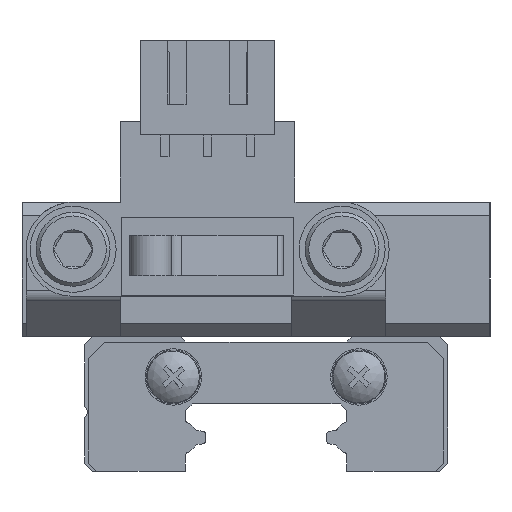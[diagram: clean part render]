
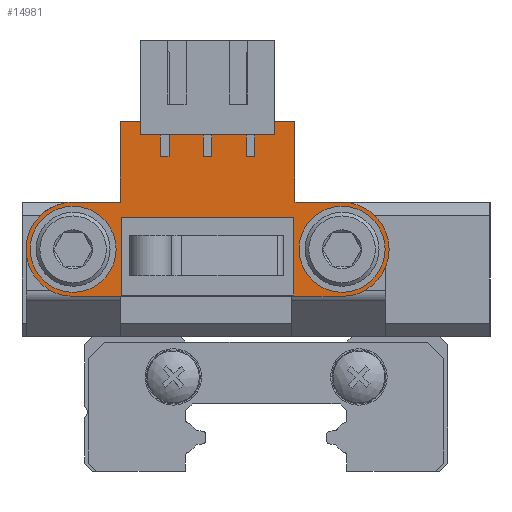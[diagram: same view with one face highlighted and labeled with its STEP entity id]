
A CAD part, left-side view. The second image highlights one B-rep face of the part: STEP entity #14981.
In plain terms, the highlighted face is planar.
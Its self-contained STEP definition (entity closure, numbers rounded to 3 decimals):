
#1222=CIRCLE('',#16301,3.5);
#1223=CIRCLE('',#16302,3.5);
#1224=CIRCLE('',#16303,3.2);
#1225=CIRCLE('',#16304,3.2);
#1335=FACE_BOUND('',#3324,.T.);
#1336=FACE_BOUND('',#3325,.T.);
#1337=FACE_BOUND('',#3326,.T.);
#1338=FACE_BOUND('',#3327,.T.);
#1339=FACE_BOUND('',#3328,.T.);
#1340=FACE_BOUND('',#3329,.T.);
#1627=PLANE('',#16300);
#2426=FACE_OUTER_BOUND('',#3323,.T.);
#3323=EDGE_LOOP('',(#13312,#13313,#13314,#13315,#13316,#13317,#13318,#13319,
#13320,#13321,#13322,#13323));
#3324=EDGE_LOOP('',(#13324,#13325,#13326,#13327));
#3325=EDGE_LOOP('',(#13328,#13329,#13330,#13331));
#3326=EDGE_LOOP('',(#13332,#13333,#13334,#13335));
#3327=EDGE_LOOP('',(#13336));
#3328=EDGE_LOOP('',(#13337));
#3329=EDGE_LOOP('',(#13338,#13339,#13340,#13341));
#4413=LINE('',#27456,#5672);
#4414=LINE('',#27458,#5673);
#4415=LINE('',#27460,#5674);
#4416=LINE('',#27462,#5675);
#4417=LINE('',#27466,#5676);
#4418=LINE('',#27470,#5677);
#4419=LINE('',#27472,#5678);
#4420=LINE('',#27474,#5679);
#4421=LINE('',#27476,#5680);
#4422=LINE('',#27477,#5681);
#4423=LINE('',#27480,#5682);
#4424=LINE('',#27482,#5683);
#4425=LINE('',#27484,#5684);
#4426=LINE('',#27485,#5685);
#4427=LINE('',#27488,#5686);
#4428=LINE('',#27490,#5687);
#4429=LINE('',#27492,#5688);
#4430=LINE('',#27493,#5689);
#4431=LINE('',#27496,#5690);
#4432=LINE('',#27498,#5691);
#4433=LINE('',#27500,#5692);
#4434=LINE('',#27501,#5693);
#4435=LINE('',#27508,#5694);
#4436=LINE('',#27510,#5695);
#4437=LINE('',#27512,#5696);
#4438=LINE('',#27513,#5697);
#5672=VECTOR('',#19505,1000.);
#5673=VECTOR('',#19506,1000.);
#5674=VECTOR('',#19507,1000.);
#5675=VECTOR('',#19508,1000.);
#5676=VECTOR('',#19511,1000.);
#5677=VECTOR('',#19514,1000.);
#5678=VECTOR('',#19515,1000.);
#5679=VECTOR('',#19516,1000.);
#5680=VECTOR('',#19517,1000.);
#5681=VECTOR('',#19518,1000.);
#5682=VECTOR('',#19519,1000.);
#5683=VECTOR('',#19520,1000.);
#5684=VECTOR('',#19521,1000.);
#5685=VECTOR('',#19522,1000.);
#5686=VECTOR('',#19523,1000.);
#5687=VECTOR('',#19524,1000.);
#5688=VECTOR('',#19525,1000.);
#5689=VECTOR('',#19526,1000.);
#5690=VECTOR('',#19527,1000.);
#5691=VECTOR('',#19528,1000.);
#5692=VECTOR('',#19529,1000.);
#5693=VECTOR('',#19530,1000.);
#5694=VECTOR('',#19535,1000.);
#5695=VECTOR('',#19536,1000.);
#5696=VECTOR('',#19537,1000.);
#5697=VECTOR('',#19538,1000.);
#7506=VERTEX_POINT('',#27454);
#7507=VERTEX_POINT('',#27455);
#7508=VERTEX_POINT('',#27457);
#7509=VERTEX_POINT('',#27459);
#7510=VERTEX_POINT('',#27461);
#7511=VERTEX_POINT('',#27463);
#7512=VERTEX_POINT('',#27465);
#7513=VERTEX_POINT('',#27467);
#7514=VERTEX_POINT('',#27469);
#7515=VERTEX_POINT('',#27471);
#7516=VERTEX_POINT('',#27473);
#7517=VERTEX_POINT('',#27475);
#7518=VERTEX_POINT('',#27478);
#7519=VERTEX_POINT('',#27479);
#7520=VERTEX_POINT('',#27481);
#7521=VERTEX_POINT('',#27483);
#7522=VERTEX_POINT('',#27486);
#7523=VERTEX_POINT('',#27487);
#7524=VERTEX_POINT('',#27489);
#7525=VERTEX_POINT('',#27491);
#7526=VERTEX_POINT('',#27494);
#7527=VERTEX_POINT('',#27495);
#7528=VERTEX_POINT('',#27497);
#7529=VERTEX_POINT('',#27499);
#7530=VERTEX_POINT('',#27502);
#7531=VERTEX_POINT('',#27504);
#7532=VERTEX_POINT('',#27506);
#7533=VERTEX_POINT('',#27507);
#7534=VERTEX_POINT('',#27509);
#7535=VERTEX_POINT('',#27511);
#9482=EDGE_CURVE('',#7506,#7507,#4413,.T.);
#9483=EDGE_CURVE('',#7507,#7508,#4414,.T.);
#9484=EDGE_CURVE('',#7509,#7508,#4415,.T.);
#9485=EDGE_CURVE('',#7510,#7509,#4416,.T.);
#9486=EDGE_CURVE('',#7510,#7511,#1222,.T.);
#9487=EDGE_CURVE('',#7511,#7512,#4417,.T.);
#9488=EDGE_CURVE('',#7512,#7513,#1223,.T.);
#9489=EDGE_CURVE('',#7513,#7514,#4418,.T.);
#9490=EDGE_CURVE('',#7514,#7515,#4419,.T.);
#9491=EDGE_CURVE('',#7515,#7516,#4420,.T.);
#9492=EDGE_CURVE('',#7516,#7517,#4421,.T.);
#9493=EDGE_CURVE('',#7517,#7506,#4422,.T.);
#9494=EDGE_CURVE('',#7518,#7519,#4423,.T.);
#9495=EDGE_CURVE('',#7519,#7520,#4424,.T.);
#9496=EDGE_CURVE('',#7520,#7521,#4425,.T.);
#9497=EDGE_CURVE('',#7521,#7518,#4426,.T.);
#9498=EDGE_CURVE('',#7522,#7523,#4427,.T.);
#9499=EDGE_CURVE('',#7523,#7524,#4428,.T.);
#9500=EDGE_CURVE('',#7524,#7525,#4429,.T.);
#9501=EDGE_CURVE('',#7525,#7522,#4430,.T.);
#9502=EDGE_CURVE('',#7526,#7527,#4431,.T.);
#9503=EDGE_CURVE('',#7527,#7528,#4432,.T.);
#9504=EDGE_CURVE('',#7528,#7529,#4433,.T.);
#9505=EDGE_CURVE('',#7529,#7526,#4434,.T.);
#9506=EDGE_CURVE('',#7530,#7530,#1224,.T.);
#9507=EDGE_CURVE('',#7531,#7531,#1225,.T.);
#9508=EDGE_CURVE('',#7532,#7533,#4435,.T.);
#9509=EDGE_CURVE('',#7533,#7534,#4436,.T.);
#9510=EDGE_CURVE('',#7534,#7535,#4437,.T.);
#9511=EDGE_CURVE('',#7535,#7532,#4438,.T.);
#13312=ORIENTED_EDGE('',*,*,#9482,.T.);
#13313=ORIENTED_EDGE('',*,*,#9483,.T.);
#13314=ORIENTED_EDGE('',*,*,#9484,.F.);
#13315=ORIENTED_EDGE('',*,*,#9485,.F.);
#13316=ORIENTED_EDGE('',*,*,#9486,.T.);
#13317=ORIENTED_EDGE('',*,*,#9487,.T.);
#13318=ORIENTED_EDGE('',*,*,#9488,.T.);
#13319=ORIENTED_EDGE('',*,*,#9489,.T.);
#13320=ORIENTED_EDGE('',*,*,#9490,.T.);
#13321=ORIENTED_EDGE('',*,*,#9491,.T.);
#13322=ORIENTED_EDGE('',*,*,#9492,.T.);
#13323=ORIENTED_EDGE('',*,*,#9493,.T.);
#13324=ORIENTED_EDGE('',*,*,#9494,.T.);
#13325=ORIENTED_EDGE('',*,*,#9495,.T.);
#13326=ORIENTED_EDGE('',*,*,#9496,.T.);
#13327=ORIENTED_EDGE('',*,*,#9497,.T.);
#13328=ORIENTED_EDGE('',*,*,#9498,.T.);
#13329=ORIENTED_EDGE('',*,*,#9499,.T.);
#13330=ORIENTED_EDGE('',*,*,#9500,.T.);
#13331=ORIENTED_EDGE('',*,*,#9501,.T.);
#13332=ORIENTED_EDGE('',*,*,#9502,.T.);
#13333=ORIENTED_EDGE('',*,*,#9503,.T.);
#13334=ORIENTED_EDGE('',*,*,#9504,.T.);
#13335=ORIENTED_EDGE('',*,*,#9505,.T.);
#13336=ORIENTED_EDGE('',*,*,#9506,.T.);
#13337=ORIENTED_EDGE('',*,*,#9507,.T.);
#13338=ORIENTED_EDGE('',*,*,#9508,.T.);
#13339=ORIENTED_EDGE('',*,*,#9509,.T.);
#13340=ORIENTED_EDGE('',*,*,#9510,.T.);
#13341=ORIENTED_EDGE('',*,*,#9511,.T.);
#14981=ADVANCED_FACE('',(#2426,#1335,#1336,#1337,#1338,#1339,#1340),#1627,
 .T.);
#16300=AXIS2_PLACEMENT_3D('',#27453,#19503,#19504);
#16301=AXIS2_PLACEMENT_3D('',#27464,#19509,#19510);
#16302=AXIS2_PLACEMENT_3D('',#27468,#19512,#19513);
#16303=AXIS2_PLACEMENT_3D('',#27503,#19531,#19532);
#16304=AXIS2_PLACEMENT_3D('',#27505,#19533,#19534);
#19503=DIRECTION('center_axis',(0.,0.,1.));
#19504=DIRECTION('ref_axis',(1.,0.,0.));
#19505=DIRECTION('',(0.,1.,0.));
#19506=DIRECTION('',(-1.,0.,0.));
#19507=DIRECTION('',(0.,1.,0.));
#19508=DIRECTION('',(1.,0.,0.));
#19509=DIRECTION('center_axis',(0.,0.,1.));
#19510=DIRECTION('ref_axis',(1.,0.,0.));
#19511=DIRECTION('',(1.,0.,0.));
#19512=DIRECTION('center_axis',(0.,0.,1.));
#19513=DIRECTION('ref_axis',(1.,0.,0.));
#19514=DIRECTION('',(-1.,0.,0.));
#19515=DIRECTION('',(0.,1.,0.));
#19516=DIRECTION('',(-1.,0.,0.));
#19517=DIRECTION('',(0.,-1.,0.));
#19518=DIRECTION('',(-1.,0.,0.));
#19519=DIRECTION('',(0.,1.,0.));
#19520=DIRECTION('',(1.,0.,0.));
#19521=DIRECTION('',(0.,-1.,0.));
#19522=DIRECTION('',(-1.,0.,0.));
#19523=DIRECTION('',(0.,-1.,0.));
#19524=DIRECTION('',(-1.,0.,0.));
#19525=DIRECTION('',(0.,1.,0.));
#19526=DIRECTION('',(1.,0.,0.));
#19527=DIRECTION('',(1.,0.,0.));
#19528=DIRECTION('',(0.,-1.,0.));
#19529=DIRECTION('',(-1.,0.,0.));
#19530=DIRECTION('',(0.,1.,0.));
#19531=DIRECTION('center_axis',(0.,0.,-1.));
#19532=DIRECTION('ref_axis',(1.,0.,0.));
#19533=DIRECTION('center_axis',(0.,0.,-1.));
#19534=DIRECTION('ref_axis',(1.,0.,0.));
#19535=DIRECTION('',(0.,1.,0.));
#19536=DIRECTION('',(1.,0.,0.));
#19537=DIRECTION('',(0.,-1.,0.));
#19538=DIRECTION('',(-1.,0.,0.));
#27453=CARTESIAN_POINT('Origin',(0.,15.5,0.));
#27454=CARTESIAN_POINT('',(-5.,12.,0.));
#27455=CARTESIAN_POINT('',(-5.,13.,0.));
#27456=CARTESIAN_POINT('',(-5.,15.5,0.));
#27457=CARTESIAN_POINT('',(-6.5,13.,0.));
#27458=CARTESIAN_POINT('',(0.,13.,0.));
#27459=CARTESIAN_POINT('',(-6.5,7.,0.));
#27460=CARTESIAN_POINT('',(-6.5,7.,0.));
#27461=CARTESIAN_POINT('',(-10.,7.,0.));
#27462=CARTESIAN_POINT('',(6.5,7.,0.));
#27463=CARTESIAN_POINT('',(-10.,0.,0.));
#27464=CARTESIAN_POINT('Origin',(-10.,3.5,0.));
#27465=CARTESIAN_POINT('',(10.,0.,0.));
#27466=CARTESIAN_POINT('',(0.,0.,0.));
#27467=CARTESIAN_POINT('',(10.,7.,0.));
#27468=CARTESIAN_POINT('Origin',(10.,3.5,0.));
#27469=CARTESIAN_POINT('',(6.5,7.,0.));
#27470=CARTESIAN_POINT('',(0.,7.,0.));
#27471=CARTESIAN_POINT('',(6.5,13.,0.));
#27472=CARTESIAN_POINT('',(6.5,15.5,0.));
#27473=CARTESIAN_POINT('',(5.,13.,0.));
#27474=CARTESIAN_POINT('',(0.,13.,0.));
#27475=CARTESIAN_POINT('',(5.,12.,0.));
#27476=CARTESIAN_POINT('',(5.,15.5,0.));
#27477=CARTESIAN_POINT('',(0.,12.,0.));
#27478=CARTESIAN_POINT('',(-3.515,10.4,0.));
#27479=CARTESIAN_POINT('',(-3.515,11.05,0.));
#27480=CARTESIAN_POINT('',(-3.515,15.5,0.));
#27481=CARTESIAN_POINT('',(-2.865,11.05,0.));
#27482=CARTESIAN_POINT('',(0.,11.05,0.));
#27483=CARTESIAN_POINT('',(-2.865,10.4,0.));
#27484=CARTESIAN_POINT('',(-2.865,15.5,0.));
#27485=CARTESIAN_POINT('',(0.,10.4,0.));
#27486=CARTESIAN_POINT('',(0.325,11.05,0.));
#27487=CARTESIAN_POINT('',(0.325,10.4,0.));
#27488=CARTESIAN_POINT('',(0.325,15.5,0.));
#27489=CARTESIAN_POINT('',(-0.325,10.4,0.));
#27490=CARTESIAN_POINT('',(0.,10.4,0.));
#27491=CARTESIAN_POINT('',(-0.325,11.05,0.));
#27492=CARTESIAN_POINT('',(-0.325,15.5,0.));
#27493=CARTESIAN_POINT('',(0.,11.05,0.));
#27494=CARTESIAN_POINT('',(2.865,11.05,0.));
#27495=CARTESIAN_POINT('',(3.515,11.05,0.));
#27496=CARTESIAN_POINT('',(0.,11.05,0.));
#27497=CARTESIAN_POINT('',(3.515,10.4,0.));
#27498=CARTESIAN_POINT('',(3.515,15.5,0.));
#27499=CARTESIAN_POINT('',(2.865,10.4,0.));
#27500=CARTESIAN_POINT('',(0.,10.4,0.));
#27501=CARTESIAN_POINT('',(2.865,15.5,0.));
#27502=CARTESIAN_POINT('',(-13.2,3.5,0.));
#27503=CARTESIAN_POINT('Origin',(-10.,3.5,0.));
#27504=CARTESIAN_POINT('',(6.8,3.5,0.));
#27505=CARTESIAN_POINT('Origin',(10.,3.5,0.));
#27506=CARTESIAN_POINT('',(-6.4,0.1,0.));
#27507=CARTESIAN_POINT('',(-6.4,5.9,0.));
#27508=CARTESIAN_POINT('',(-6.4,15.5,0.));
#27509=CARTESIAN_POINT('',(6.4,5.9,0.));
#27510=CARTESIAN_POINT('',(0.,5.9,0.));
#27511=CARTESIAN_POINT('',(6.4,0.1,0.));
#27512=CARTESIAN_POINT('',(6.4,15.5,0.));
#27513=CARTESIAN_POINT('',(0.,0.1,0.));
